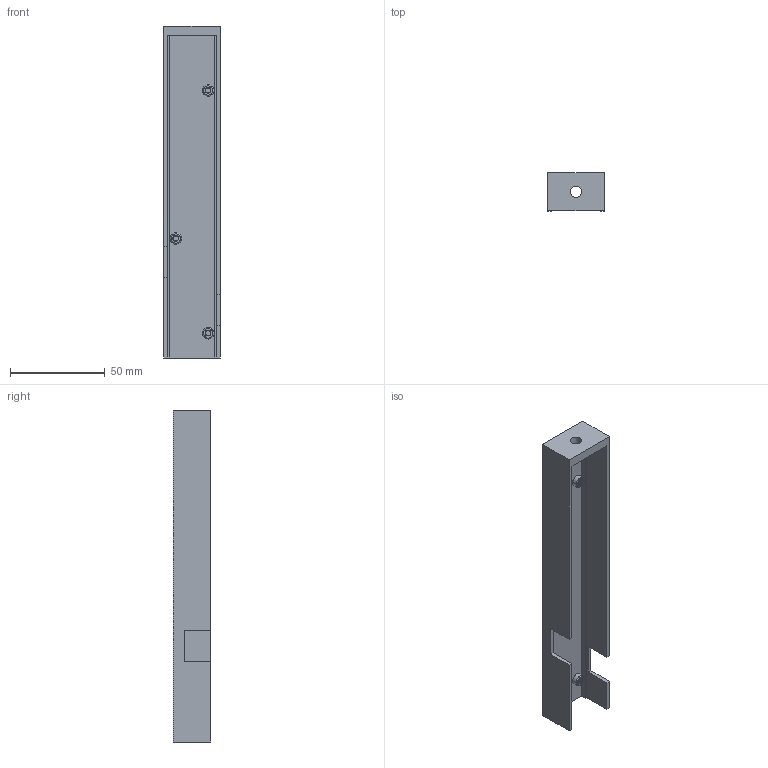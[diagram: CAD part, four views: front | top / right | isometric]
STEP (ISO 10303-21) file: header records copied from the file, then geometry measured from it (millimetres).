
FILE_DESCRIPTION(('FreeCAD Model'),'2;1');
FILE_NAME('Open CASCADE Shape Model','2023-12-09T16:30:37',(''),(''), 'Open CASCADE STEP processor 7.6','FreeCAD','Unknown');
FILE_SCHEMA(('AUTOMOTIVE_DESIGN { 1 0 10303 214 1 1 1 1 }'));
Length unit declared in the file: millimetre
Products named in the file (5): Part; watti-body_001; M3_2; M3_1; M3_3
Assembly tree (4 placements, depth 2):
  Part
    watti-body_001
    M3_2
    M3_1
    M3_3
Bounding box: 30 x 20 x 175 mm (x, y, z)
Volume: 25576.9 mm3; surface area: 24475 mm2
Topology: 4 solids, 4 shells, 116 faces, 249 edges, 147 vertices
Faces by surface type: bspline 57, plane 34, cylinder 22, torus 3
Full cylindrical faces by diameter (mm): 3.5 x12, 6 x4
Entity records: 9775 total; most frequent: CARTESIAN_POINT 7645, ORIENTED_EDGE 498, DIRECTION 259, EDGE_CURVE 249, VERTEX_POINT 147, FACE_BOUND 130, EDGE_LOOP 130, ADVANCED_FACE 116
